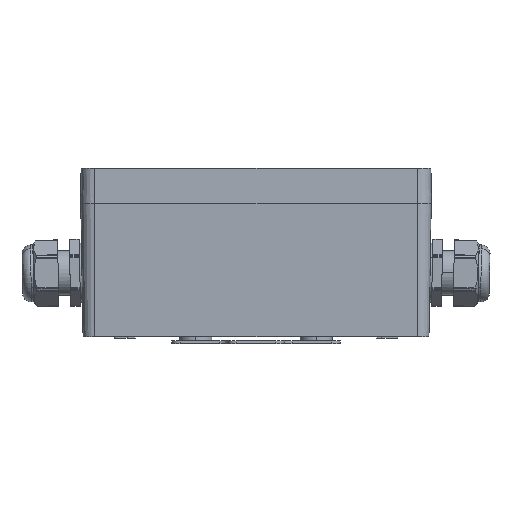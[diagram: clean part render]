
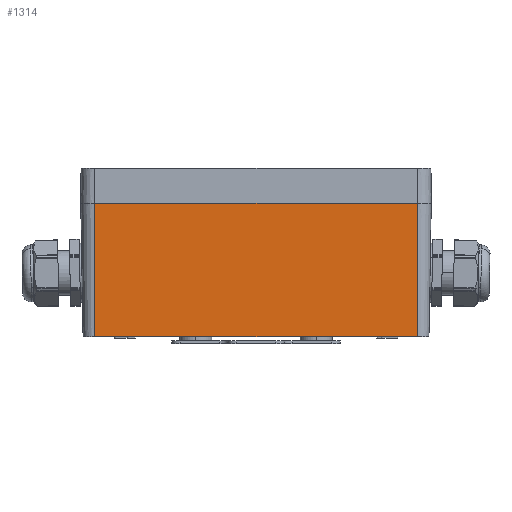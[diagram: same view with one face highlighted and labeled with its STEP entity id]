
A CAD part, left-side view. The second image highlights one B-rep face of the part: STEP entity #1314.
In plain terms, the highlighted planar face has unit normal (-1, 0, -0.018).
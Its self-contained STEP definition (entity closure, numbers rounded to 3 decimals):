
#1294=AXIS2_PLACEMENT_3D('Plane Axis2P3D',#1291,#1292,#1293) ;
#148=CARTESIAN_POINT('Vertex',(49.158,51.413,5.)) ;
#151=CARTESIAN_POINT('Line Origine',(49.158,166.413,5.)) ;
#155=CARTESIAN_POINT('Vertex',(49.158,281.413,5.)) ;
#1276=CARTESIAN_POINT('Vertex',(47.5,51.413,100.)) ;
#1279=CARTESIAN_POINT('Line Origine',(-8673.703,51.413,499737.398)) ;
#1291=CARTESIAN_POINT('Axis2P3D Location',(47.5,166.413,100.)) ;
#1296=CARTESIAN_POINT('Line Origine',(47.5,166.413,100.)) ;
#1300=CARTESIAN_POINT('Vertex',(47.5,281.413,100.)) ;
#1303=CARTESIAN_POINT('Line Origine',(48.329,281.413,52.5)) ;
#152=DIRECTION('Vector Direction',(0.,1.,0.)) ;
#1280=DIRECTION('Vector Direction',(-0.017,0.,1.)) ;
#1292=DIRECTION('Axis2P3D Direction',(1.,0.,0.017)) ;
#1293=DIRECTION('Axis2P3D XDirection',(0.,1.,0.)) ;
#1297=DIRECTION('Vector Direction',(0.,1.,0.)) ;
#1304=DIRECTION('Vector Direction',(-0.017,0.,1.)) ;
#153=VECTOR('Line Direction',#152,1.) ;
#1281=VECTOR('Line Direction',#1280,1.) ;
#1298=VECTOR('Line Direction',#1297,1.) ;
#1305=VECTOR('Line Direction',#1304,1.) ;
#1309=ORIENTED_EDGE('',*,*,#157,.F.) ;
#1310=ORIENTED_EDGE('',*,*,#1283,.F.) ;
#1311=ORIENTED_EDGE('',*,*,#1302,.F.) ;
#1312=ORIENTED_EDGE('',*,*,#1307,.T.) ;
#1314=ADVANCED_FACE('Hauptk\X2\00F6\X0\rpervon KLIPPON_POK_252512.1',(#1313),#1295,.F.) ;
#157=EDGE_CURVE('',#149,#156,#154,.T.) ;
#1283=EDGE_CURVE('',#1277,#149,#1282,.F.) ;
#1302=EDGE_CURVE('',#1301,#1277,#1299,.F.) ;
#1307=EDGE_CURVE('',#1301,#156,#1306,.F.) ;
#1308=EDGE_LOOP('',(#1309,#1310,#1311,#1312)) ;
#1313=FACE_OUTER_BOUND('',#1308,.T.) ;
#154=LINE('Line',#151,#153) ;
#1282=LINE('Line',#1279,#1281) ;
#1299=LINE('Line',#1296,#1298) ;
#1306=LINE('Line',#1303,#1305) ;
#1295=PLANE('',#1294) ;
#149=VERTEX_POINT('',#148) ;
#156=VERTEX_POINT('',#155) ;
#1277=VERTEX_POINT('',#1276) ;
#1301=VERTEX_POINT('',#1300) ;
